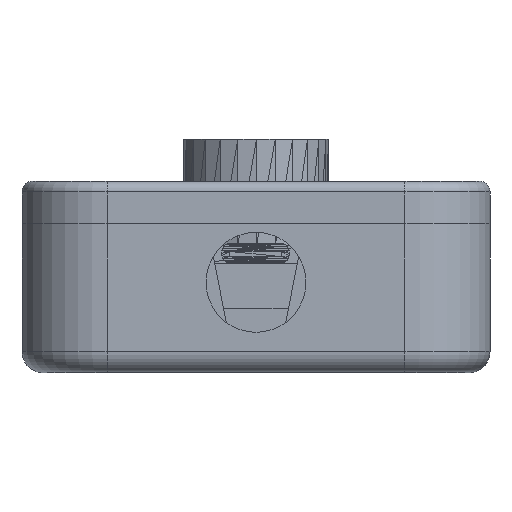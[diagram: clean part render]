
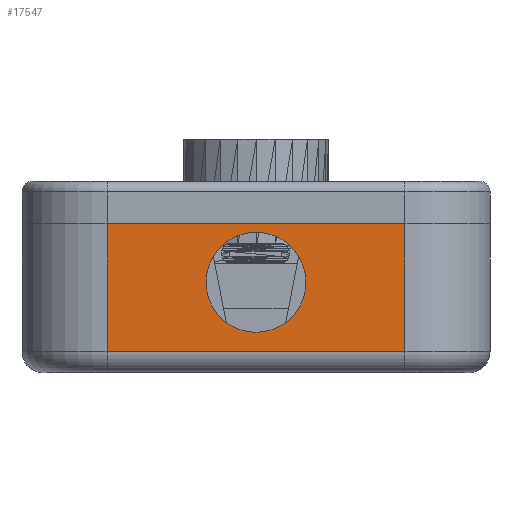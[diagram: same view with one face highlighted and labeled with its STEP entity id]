
A CAD part, front view. The second image highlights one B-rep face of the part: STEP entity #17547.
In plain terms, the highlighted planar face has unit normal (0, -1, 0).
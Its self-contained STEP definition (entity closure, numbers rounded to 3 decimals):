
#1320 = VERTEX_POINT ( 'NONE', #6396 ) ;
#1724 = AXIS2_PLACEMENT_3D ( 'NONE', #21406, #21126, #23582 ) ;
#2742 = DIRECTION ( 'NONE',  ( 0., 0., -1. ) ) ;
#2909 = CARTESIAN_POINT ( 'NONE',  ( 0., -150.13, -11.2 ) ) ;
#3431 = VERTEX_POINT ( 'NONE', #2909 ) ;
#4638 = ORIENTED_EDGE ( 'NONE', *, *, #11412, .F. ) ;
#4975 = CARTESIAN_POINT ( 'NONE',  ( -14., -150.13, -13. ) ) ;
#5564 = ORIENTED_EDGE ( 'NONE', *, *, #20333, .T. ) ;
#6093 = VECTOR ( 'NONE', #22403, 1000. ) ;
#6396 = CARTESIAN_POINT ( 'NONE',  ( 0., -150.13, -1.8 ) ) ;
#6992 = VERTEX_POINT ( 'NONE', #26243 ) ;
#7506 = CARTESIAN_POINT ( 'NONE',  ( 14., -150.13, -15. ) ) ;
#8778 = EDGE_LOOP ( 'NONE', ( #28465, #26715, #25588, #5564 ) ) ;
#9775 = CIRCLE ( 'NONE', #11605, 4.7 ) ;
#10064 = CARTESIAN_POINT ( 'NONE',  ( -22., -150.13, -1. ) ) ;
#10677 = EDGE_LOOP ( 'NONE', ( #4638, #25257 ) ) ;
#11002 = DIRECTION ( 'NONE',  ( 0., 0., -1. ) ) ;
#11260 = VERTEX_POINT ( 'NONE', #4975 ) ;
#11412 = EDGE_CURVE ( 'NONE', #3431, #1320, #16000, .T. ) ;
#11605 = AXIS2_PLACEMENT_3D ( 'NONE', #25069, #22937, #2742 ) ;
#13156 = FACE_OUTER_BOUND ( 'NONE', #8778, .T. ) ;
#13443 = LINE ( 'NONE', #20662, #14346 ) ;
#14346 = VECTOR ( 'NONE', #22839, 1000. ) ;
#14399 = CARTESIAN_POINT ( 'NONE',  ( 14., -150.13, -13. ) ) ;
#15725 = AXIS2_PLACEMENT_3D ( 'NONE', #17791, #28154, #11002 ) ;
#16000 = CIRCLE ( 'NONE', #1724, 4.7 ) ;
#16041 = VECTOR ( 'NONE', #23366, 1000. ) ;
#16472 = VERTEX_POINT ( 'NONE', #14399 ) ;
#16828 = LINE ( 'NONE', #10064, #16041 ) ;
#17508 = CARTESIAN_POINT ( 'NONE',  ( -14., -150.13, -15. ) ) ;
#17547 = ADVANCED_FACE ( 'NONE', ( #19547, #13156 ), #26292, .T. ) ;
#17791 = CARTESIAN_POINT ( 'NONE',  ( -22., -150.13, -15. ) ) ;
#18457 = VERTEX_POINT ( 'NONE', #21045 ) ;
#18877 = LINE ( 'NONE', #17508, #19760 ) ;
#19547 = FACE_BOUND ( 'NONE', #10677, .T. ) ;
#19760 = VECTOR ( 'NONE', #26311, 1000. ) ;
#20333 = EDGE_CURVE ( 'NONE', #11260, #16472, #13443, .T. ) ;
#20662 = CARTESIAN_POINT ( 'NONE',  ( 14., -150.13, -13. ) ) ;
#21045 = CARTESIAN_POINT ( 'NONE',  ( 14., -150.13, -1. ) ) ;
#21126 = DIRECTION ( 'NONE',  ( 0., -1., 0. ) ) ;
#21342 = EDGE_CURVE ( 'NONE', #1320, #3431, #9775, .T. ) ;
#21406 = CARTESIAN_POINT ( 'NONE',  ( 0., -150.13, -6.5 ) ) ;
#22271 = EDGE_CURVE ( 'NONE', #16472, #18457, #24810, .T. ) ;
#22403 = DIRECTION ( 'NONE',  ( 0., 0., 1. ) ) ;
#22839 = DIRECTION ( 'NONE',  ( 1., 0., 0. ) ) ;
#22937 = DIRECTION ( 'NONE',  ( 0., -1., 0. ) ) ;
#23366 = DIRECTION ( 'NONE',  ( -1., 0., 0. ) ) ;
#23582 = DIRECTION ( 'NONE',  ( 0., 0., -1. ) ) ;
#24810 = LINE ( 'NONE', #7506, #6093 ) ;
#25069 = CARTESIAN_POINT ( 'NONE',  ( 0., -150.13, -6.5 ) ) ;
#25213 = EDGE_CURVE ( 'NONE', #18457, #6992, #16828, .T. ) ;
#25257 = ORIENTED_EDGE ( 'NONE', *, *, #21342, .F. ) ;
#25286 = EDGE_CURVE ( 'NONE', #6992, #11260, #18877, .T. ) ;
#25588 = ORIENTED_EDGE ( 'NONE', *, *, #25286, .T. ) ;
#26243 = CARTESIAN_POINT ( 'NONE',  ( -14., -150.13, -1. ) ) ;
#26292 = PLANE ( 'NONE',  #15725 ) ;
#26311 = DIRECTION ( 'NONE',  ( 0., 0., -1. ) ) ;
#26715 = ORIENTED_EDGE ( 'NONE', *, *, #25213, .T. ) ;
#28154 = DIRECTION ( 'NONE',  ( 0., -1., 0. ) ) ;
#28465 = ORIENTED_EDGE ( 'NONE', *, *, #22271, .T. ) ;
